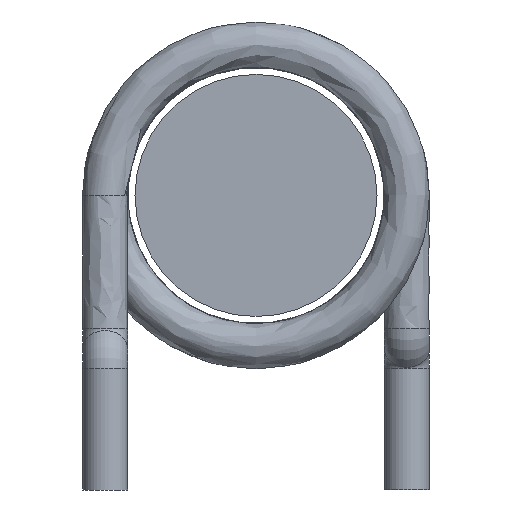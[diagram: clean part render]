
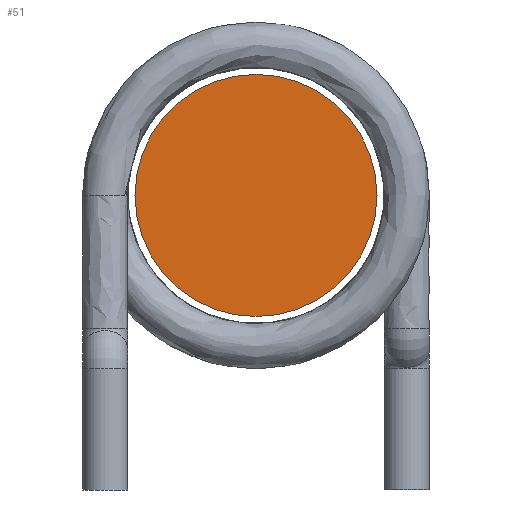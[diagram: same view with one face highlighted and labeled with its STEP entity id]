
A CAD part, front view. The second image highlights one B-rep face of the part: STEP entity #51.
In plain terms, the highlighted planar face has unit normal (0, -1, 0).
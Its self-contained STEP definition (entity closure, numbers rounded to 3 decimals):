
#51 = ADVANCED_FACE( '', ( #103 ), #104, .F. );
#103 = FACE_OUTER_BOUND( '', #168, .T. );
#104 = PLANE( '', #169 );
#168 = EDGE_LOOP( '', ( #1566 ) );
#169 = AXIS2_PLACEMENT_3D( '', #1567, #1568, #1569 );
#1566 = ORIENTED_EDGE( '', *, *, #1631, .F. );
#1567 = CARTESIAN_POINT( '', ( 0., -12.85, 0. ) );
#1568 = DIRECTION( '', ( 0., 1., 0. ) );
#1569 = DIRECTION( '', ( 0., 0., 1. ) );
#1631 = EDGE_CURVE( '', #1660, #1660, #1661, .T. );
#1660 = VERTEX_POINT( '', #1698 );
#1661 = CIRCLE( '', #1699, 3. );
#1698 = CARTESIAN_POINT( '', ( 3., -12.85, 0. ) );
#1699 = AXIS2_PLACEMENT_3D( '', #1770, #1771, #1772 );
#1770 = CARTESIAN_POINT( '', ( 0., -12.85, 0. ) );
#1771 = DIRECTION( '', ( 0., 1., 0. ) );
#1772 = DIRECTION( '', ( 1., 0., 0. ) );
